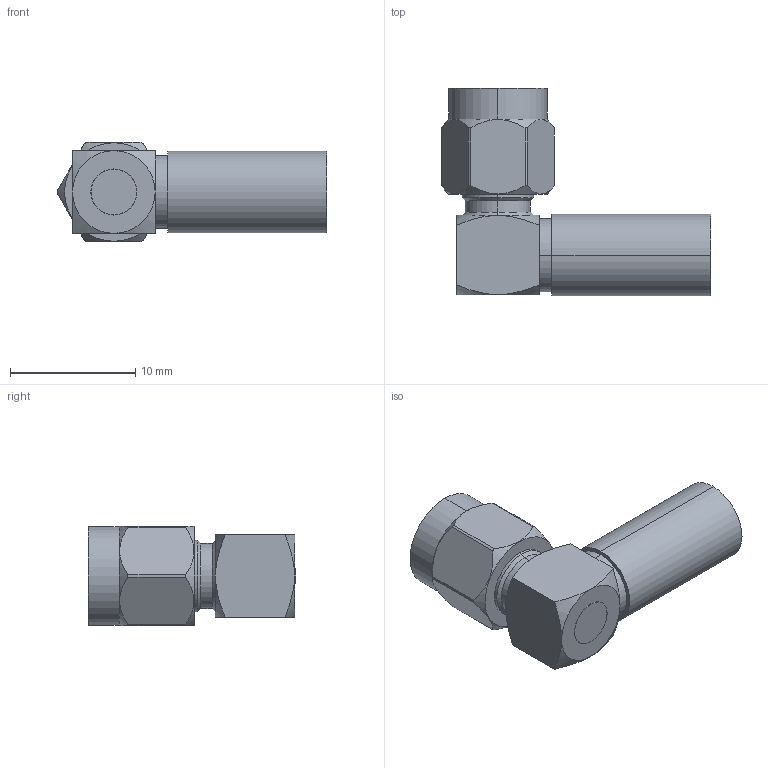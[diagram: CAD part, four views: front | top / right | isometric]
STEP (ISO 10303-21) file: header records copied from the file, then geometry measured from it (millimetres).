
FILE_DESCRIPTION (( 'STEP AP214' ), '1' );
FILE_NAME ('FMCN5271_3D.step', '2024-10-10T23:12:54', ( '' ), ( '' ), 'SwSTEP 2.0', 'SolidWorks 2022', '' );
FILE_SCHEMA (( 'AUTOMOTIVE_DESIGN' ));
Length unit declared in the file: inch
Products named in the file (1): FMCN5271_3D
Bounding box: 21.54 x 16.59 x 7.94 mm (x, y, z)
Volume: 859.8 mm3; surface area: 1442.7 mm2
Topology: 3 solids, 3 shells, 220 faces, 589 edges, 384 vertices
Faces by surface type: plane 146, cylinder 44, cone 27, bspline 3
Entity records: 8613 total; most frequent: CARTESIAN_POINT 3160, ORIENTED_EDGE 1174, DIRECTION 1038, EDGE_CURVE 587, LINE 432, VECTOR 432, VERTEX_POINT 384, AXIS2_PLACEMENT_3D 303
